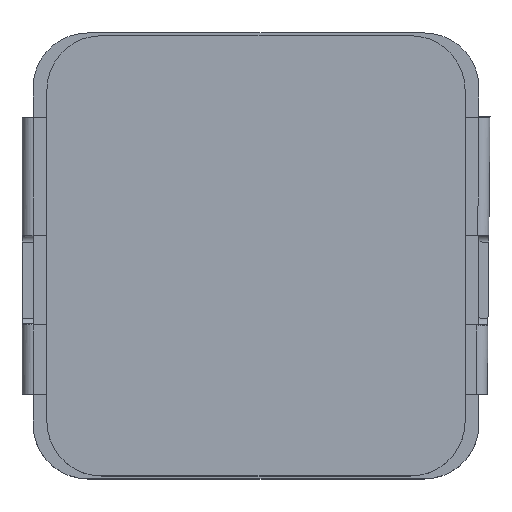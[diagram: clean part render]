
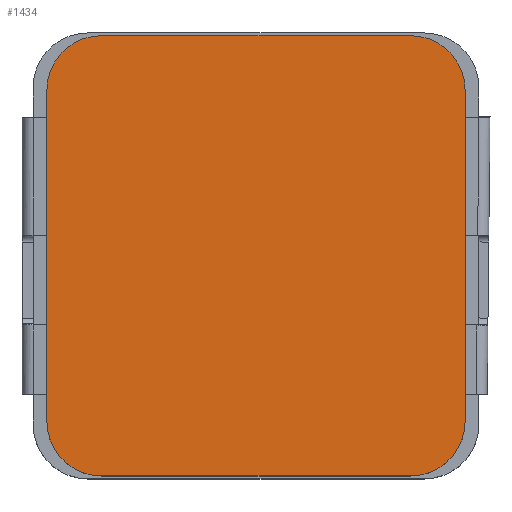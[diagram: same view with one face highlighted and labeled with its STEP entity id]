
A CAD part, top view. The second image highlights one B-rep face of the part: STEP entity #1434.
In plain terms, the highlighted planar face has unit normal (0, 0, 1).
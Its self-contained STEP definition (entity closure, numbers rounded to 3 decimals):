
#1151 = VERTEX_POINT('',#1152);
#1152 = CARTESIAN_POINT('',(-2.837,4.046,2.883
    ));
#1160 = VERTEX_POINT('',#1161);
#1161 = CARTESIAN_POINT('',(-3.843,3.04,2.883
    ));
#1167 = EDGE_CURVE('',#1160,#1151,#1168,.T.);
#1168 = CIRCLE('',#1169,1.006);
#1169 = AXIS2_PLACEMENT_3D('',#1170,#1171,#1172);
#1170 = CARTESIAN_POINT('',(-2.837,3.04,2.883
    ));
#1171 = DIRECTION('',(0.,0.,-1.));
#1172 = DIRECTION('',(0.,-1.,0.));
#1215 = VERTEX_POINT('',#1216);
#1216 = CARTESIAN_POINT('',(-3.843,-3.04,
    2.883));
#1222 = EDGE_CURVE('',#1215,#1160,#1223,.T.);
#1223 = LINE('',#1224,#1225);
#1224 = CARTESIAN_POINT('',(-3.843,3.04,2.883
    ));
#1225 = VECTOR('',#1226,1.);
#1226 = DIRECTION('',(0.,1.,0.));
#1255 = VERTEX_POINT('',#1256);
#1256 = CARTESIAN_POINT('',(-2.837,-4.046,
    2.883));
#1262 = EDGE_CURVE('',#1255,#1215,#1263,.T.);
#1263 = CIRCLE('',#1264,1.006);
#1264 = AXIS2_PLACEMENT_3D('',#1265,#1266,#1267);
#1265 = CARTESIAN_POINT('',(-2.837,-3.04,
    2.883));
#1266 = DIRECTION('',(0.,0.,-1.));
#1267 = DIRECTION('',(0.,-1.,0.));
#1280 = VERTEX_POINT('',#1281);
#1281 = CARTESIAN_POINT('',(2.837,-4.046,2.883
    ));
#1287 = EDGE_CURVE('',#1280,#1255,#1288,.T.);
#1288 = LINE('',#1289,#1290);
#1289 = CARTESIAN_POINT('',(-2.837,-4.046,
    2.883));
#1290 = VECTOR('',#1291,1.);
#1291 = DIRECTION('',(-1.,0.,0.));
#1304 = VERTEX_POINT('',#1305);
#1305 = CARTESIAN_POINT('',(3.843,-3.04,2.883
    ));
#1311 = EDGE_CURVE('',#1304,#1280,#1312,.T.);
#1312 = CIRCLE('',#1313,1.006);
#1313 = AXIS2_PLACEMENT_3D('',#1314,#1315,#1316);
#1314 = CARTESIAN_POINT('',(2.837,-3.04,2.883
    ));
#1315 = DIRECTION('',(0.,0.,-1.));
#1316 = DIRECTION('',(0.,-1.,0.));
#1336 = VERTEX_POINT('',#1337);
#1337 = CARTESIAN_POINT('',(3.843,3.04,2.883)
  );
#1343 = EDGE_CURVE('',#1336,#1304,#1344,.T.);
#1344 = LINE('',#1345,#1346);
#1345 = CARTESIAN_POINT('',(3.843,3.04,2.883)
  );
#1346 = VECTOR('',#1347,1.);
#1347 = DIRECTION('',(0.,-1.,0.));
#1399 = VERTEX_POINT('',#1400);
#1400 = CARTESIAN_POINT('',(2.837,4.046,2.883)
  );
#1406 = EDGE_CURVE('',#1399,#1336,#1407,.T.);
#1407 = CIRCLE('',#1408,1.006);
#1408 = AXIS2_PLACEMENT_3D('',#1409,#1410,#1411);
#1409 = CARTESIAN_POINT('',(2.837,3.04,2.883)
  );
#1410 = DIRECTION('',(0.,0.,-1.));
#1411 = DIRECTION('',(0.,1.,0.));
#1424 = EDGE_CURVE('',#1151,#1399,#1425,.T.);
#1425 = LINE('',#1426,#1427);
#1426 = CARTESIAN_POINT('',(-2.837,4.046,2.883
    ));
#1427 = VECTOR('',#1428,1.);
#1428 = DIRECTION('',(1.,0.,0.));
#1434 = ADVANCED_FACE('',(#1435),#1445,.T.);
#1435 = FACE_BOUND('',#1436,.T.);
#1436 = EDGE_LOOP('',(#1437,#1438,#1439,#1440,#1441,#1442,#1443,#1444));
#1437 = ORIENTED_EDGE('',*,*,#1167,.F.);
#1438 = ORIENTED_EDGE('',*,*,#1222,.F.);
#1439 = ORIENTED_EDGE('',*,*,#1262,.F.);
#1440 = ORIENTED_EDGE('',*,*,#1287,.F.);
#1441 = ORIENTED_EDGE('',*,*,#1311,.F.);
#1442 = ORIENTED_EDGE('',*,*,#1343,.F.);
#1443 = ORIENTED_EDGE('',*,*,#1406,.F.);
#1444 = ORIENTED_EDGE('',*,*,#1424,.F.);
#1445 = PLANE('',#1446);
#1446 = AXIS2_PLACEMENT_3D('',#1447,#1448,#1449);
#1447 = CARTESIAN_POINT('',(-2.837,3.04,2.883
    ));
#1448 = DIRECTION('',(0.,0.,1.));
#1449 = DIRECTION('',(0.,-1.,0.));
